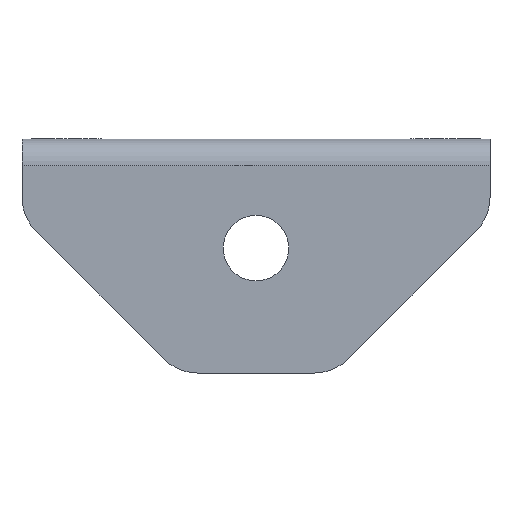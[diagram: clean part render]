
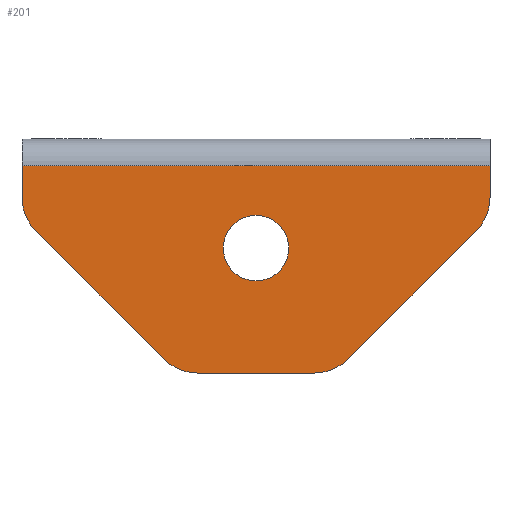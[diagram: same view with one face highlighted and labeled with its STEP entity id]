
A CAD part, front view. The second image highlights one B-rep face of the part: STEP entity #201.
In plain terms, the highlighted planar face has unit normal (0, -1, 0).
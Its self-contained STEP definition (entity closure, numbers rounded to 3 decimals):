
#33 = EDGE_CURVE ( 'NONE', #172, #890, #861, .T. ) ;
#35 = LINE ( 'NONE', #636, #764 ) ;
#41 = ORIENTED_EDGE ( 'NONE', *, *, #724, .T. ) ;
#48 = VECTOR ( 'NONE', #880, 1000. ) ;
#62 = VERTEX_POINT ( 'NONE', #645 ) ;
#78 = CIRCLE ( 'NONE', #574, 2.1 ) ;
#84 = EDGE_LOOP ( 'NONE', ( #325, #242 ) ) ;
#86 = CARTESIAN_POINT ( 'NONE',  ( 0., -1.5, -3.757 ) ) ;
#89 = VERTEX_POINT ( 'NONE', #229 ) ;
#92 = CIRCLE ( 'NONE', #633, 3. ) ;
#134 = CARTESIAN_POINT ( 'NONE',  ( 3., -1.5, -3.757 ) ) ;
#139 = DIRECTION ( 'NONE',  ( 0., 0., 1. ) ) ;
#140 = VERTEX_POINT ( 'NONE', #404 ) ;
#154 = CARTESIAN_POINT ( 'NONE',  ( 15., -1.5, -7. ) ) ;
#169 = CARTESIAN_POINT ( 'NONE',  ( 18.757, -1.5, -12. ) ) ;
#172 = VERTEX_POINT ( 'NONE', #679 ) ;
#174 = VERTEX_POINT ( 'NONE', #470 ) ;
#183 = DIRECTION ( 'NONE',  ( 0., 0., 1. ) ) ;
#188 = AXIS2_PLACEMENT_3D ( 'NONE', #252, #750, #594 ) ;
#201 = ADVANCED_FACE ( 'NONE', ( #316, #542 ), #883, .T. ) ;
#202 = DIRECTION ( 'NONE',  ( 0., 1., 0. ) ) ;
#216 = ORIENTED_EDGE ( 'NONE', *, *, #629, .F. ) ;
#225 = CIRCLE ( 'NONE', #505, 3. ) ;
#229 = CARTESIAN_POINT ( 'NONE',  ( 15., -1.5, -9.1 ) ) ;
#242 = ORIENTED_EDGE ( 'NONE', *, *, #388, .T. ) ;
#249 = ORIENTED_EDGE ( 'NONE', *, *, #468, .T. ) ;
#252 = CARTESIAN_POINT ( 'NONE',  ( 0., -1.5, 0. ) ) ;
#259 = ORIENTED_EDGE ( 'NONE', *, *, #263, .T. ) ;
#263 = EDGE_CURVE ( 'NONE', #140, #62, #92, .T. ) ;
#284 = DIRECTION ( 'NONE',  ( 0., -1., 0. ) ) ;
#303 = DIRECTION ( 'NONE',  ( -1., 0., 0. ) ) ;
#316 = FACE_BOUND ( 'NONE', #84, .T. ) ;
#322 = CARTESIAN_POINT ( 'NONE',  ( 30., -1.5, 0. ) ) ;
#325 = ORIENTED_EDGE ( 'NONE', *, *, #472, .T. ) ;
#329 = CARTESIAN_POINT ( 'NONE',  ( 11.243, -1.5, -15. ) ) ;
#331 = EDGE_CURVE ( 'NONE', #174, #619, #225, .T. ) ;
#350 = DIRECTION ( 'NONE',  ( -1., 0., 0. ) ) ;
#367 = LINE ( 'NONE', #781, #719 ) ;
#380 = DIRECTION ( 'NONE',  ( 0., 0., 1. ) ) ;
#381 = ORIENTED_EDGE ( 'NONE', *, *, #33, .T. ) ;
#388 = EDGE_CURVE ( 'NONE', #524, #89, #851, .T. ) ;
#389 = AXIS2_PLACEMENT_3D ( 'NONE', #169, #639, #644 ) ;
#390 = VECTOR ( 'NONE', #183, 1000. ) ;
#404 = CARTESIAN_POINT ( 'NONE',  ( 29.121, -1.5, -5.879 ) ) ;
#428 = EDGE_CURVE ( 'NONE', #877, #174, #35, .T. ) ;
#433 = EDGE_LOOP ( 'NONE', ( #886, #249, #728, #259, #591, #381, #216, #41, #599, #821 ) ) ;
#461 = CIRCLE ( 'NONE', #389, 3. ) ;
#468 = EDGE_CURVE ( 'NONE', #611, #696, #461, .T. ) ;
#470 = CARTESIAN_POINT ( 'NONE',  ( 9.121, -1.5, -14.121 ) ) ;
#472 = EDGE_CURVE ( 'NONE', #89, #524, #78, .T. ) ;
#479 = CIRCLE ( 'NONE', #507, 3. ) ;
#494 = LINE ( 'NONE', #831, #824 ) ;
#502 = CARTESIAN_POINT ( 'NONE',  ( 15., -1.5, -4.9 ) ) ;
#505 = AXIS2_PLACEMENT_3D ( 'NONE', #758, #284, #621 ) ;
#507 = AXIS2_PLACEMENT_3D ( 'NONE', #134, #620, #892 ) ;
#515 = CARTESIAN_POINT ( 'NONE',  ( 0.879, -1.5, -5.879 ) ) ;
#521 = CARTESIAN_POINT ( 'NONE',  ( 15., -1.5, -7. ) ) ;
#524 = VERTEX_POINT ( 'NONE', #502 ) ;
#527 = CARTESIAN_POINT ( 'NONE',  ( 27., -1.5, -3.757 ) ) ;
#542 = FACE_OUTER_BOUND ( 'NONE', #433, .T. ) ;
#545 = LINE ( 'NONE', #322, #48 ) ;
#574 = AXIS2_PLACEMENT_3D ( 'NONE', #521, #580, #380 ) ;
#580 = DIRECTION ( 'NONE',  ( 0., 1., 0. ) ) ;
#591 = ORIENTED_EDGE ( 'NONE', *, *, #657, .F. ) ;
#594 = DIRECTION ( 'NONE',  ( 0., 0., -1. ) ) ;
#596 = CARTESIAN_POINT ( 'NONE',  ( 0., -1.5, 0. ) ) ;
#599 = ORIENTED_EDGE ( 'NONE', *, *, #428, .T. ) ;
#602 = LINE ( 'NONE', #596, #390 ) ;
#611 = VERTEX_POINT ( 'NONE', #676 ) ;
#619 = VERTEX_POINT ( 'NONE', #329 ) ;
#620 = DIRECTION ( 'NONE',  ( 0., -1., 0. ) ) ;
#621 = DIRECTION ( 'NONE',  ( 0., 0., -1. ) ) ;
#629 = EDGE_CURVE ( 'NONE', #737, #890, #602, .T. ) ;
#633 = AXIS2_PLACEMENT_3D ( 'NONE', #527, #801, #695 ) ;
#636 = CARTESIAN_POINT ( 'NONE',  ( 0., -1.5, -5. ) ) ;
#639 = DIRECTION ( 'NONE',  ( 0., -1., 0. ) ) ;
#644 = DIRECTION ( 'NONE',  ( 0., 0., -1. ) ) ;
#645 = CARTESIAN_POINT ( 'NONE',  ( 30., -1.5, -3.757 ) ) ;
#657 = EDGE_CURVE ( 'NONE', #172, #62, #545, .T. ) ;
#675 = VECTOR ( 'NONE', #303, 1000. ) ;
#676 = CARTESIAN_POINT ( 'NONE',  ( 18.757, -1.5, -15. ) ) ;
#679 = CARTESIAN_POINT ( 'NONE',  ( 30., -1.5, -1.7 ) ) ;
#695 = DIRECTION ( 'NONE',  ( 0., 0., -1. ) ) ;
#696 = VERTEX_POINT ( 'NONE', #895 ) ;
#702 = CARTESIAN_POINT ( 'NONE',  ( 0., -1.5, -1.7 ) ) ;
#717 = AXIS2_PLACEMENT_3D ( 'NONE', #154, #202, #139 ) ;
#719 = VECTOR ( 'NONE', #858, 1000. ) ;
#724 = EDGE_CURVE ( 'NONE', #737, #877, #479, .T. ) ;
#728 = ORIENTED_EDGE ( 'NONE', *, *, #820, .T. ) ;
#737 = VERTEX_POINT ( 'NONE', #86 ) ;
#750 = DIRECTION ( 'NONE',  ( 0., -1., 0. ) ) ;
#758 = CARTESIAN_POINT ( 'NONE',  ( 11.243, -1.5, -12. ) ) ;
#764 = VECTOR ( 'NONE', #864, 1000. ) ;
#781 = CARTESIAN_POINT ( 'NONE',  ( 30., -1.5, -5. ) ) ;
#801 = DIRECTION ( 'NONE',  ( 0., -1., 0. ) ) ;
#803 = EDGE_CURVE ( 'NONE', #611, #619, #494, .T. ) ;
#820 = EDGE_CURVE ( 'NONE', #696, #140, #367, .T. ) ;
#821 = ORIENTED_EDGE ( 'NONE', *, *, #331, .T. ) ;
#824 = VECTOR ( 'NONE', #350, 1000. ) ;
#831 = CARTESIAN_POINT ( 'NONE',  ( 0., -1.5, -15. ) ) ;
#847 = CARTESIAN_POINT ( 'NONE',  ( 30., -1.5, -1.7 ) ) ;
#851 = CIRCLE ( 'NONE', #717, 2.1 ) ;
#858 = DIRECTION ( 'NONE',  ( 0.707, 0., 0.707 ) ) ;
#861 = LINE ( 'NONE', #847, #675 ) ;
#864 = DIRECTION ( 'NONE',  ( 0.707, 0., -0.707 ) ) ;
#877 = VERTEX_POINT ( 'NONE', #515 ) ;
#880 = DIRECTION ( 'NONE',  ( 0., 0., -1. ) ) ;
#883 = PLANE ( 'NONE',  #188 ) ;
#886 = ORIENTED_EDGE ( 'NONE', *, *, #803, .F. ) ;
#890 = VERTEX_POINT ( 'NONE', #702 ) ;
#892 = DIRECTION ( 'NONE',  ( 0., 0., -1. ) ) ;
#895 = CARTESIAN_POINT ( 'NONE',  ( 20.879, -1.5, -14.121 ) ) ;
